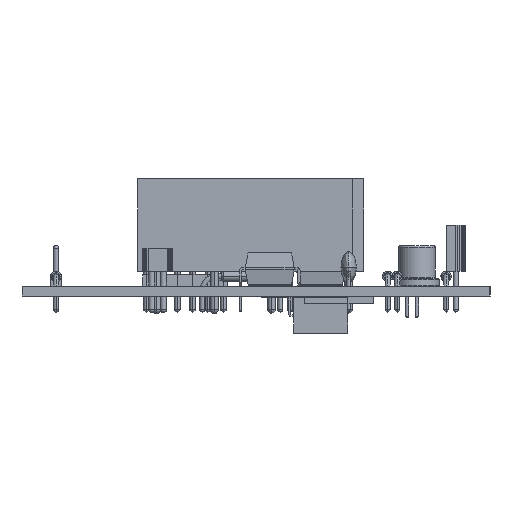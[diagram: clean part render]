
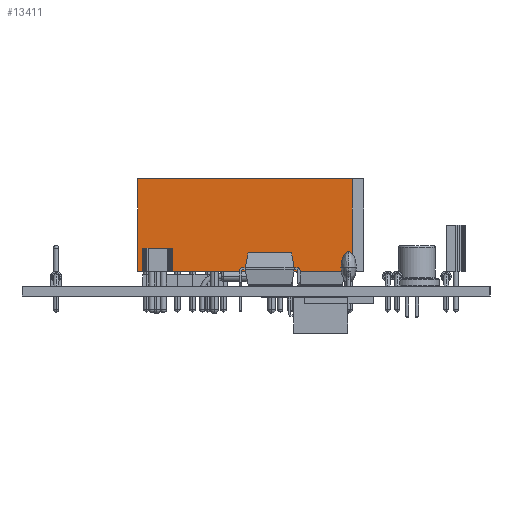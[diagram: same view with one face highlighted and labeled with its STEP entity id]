
A CAD part, left-side view. The second image highlights one B-rep face of the part: STEP entity #13411.
In plain terms, the highlighted face is planar.
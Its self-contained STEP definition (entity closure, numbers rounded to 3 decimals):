
#13411 = ADVANCED_FACE('',(#13412),#13446,.F.);
#13412 = FACE_BOUND('',#13413,.F.);
#13413 = EDGE_LOOP('',(#13414,#13424,#13432,#13440));
#13414 = ORIENTED_EDGE('',*,*,#13415,.T.);
#13415 = EDGE_CURVE('',#13416,#13418,#13420,.T.);
#13416 = VERTEX_POINT('',#13417);
#13417 = CARTESIAN_POINT('',(27.5,3.5,2.));
#13418 = VERTEX_POINT('',#13419);
#13419 = CARTESIAN_POINT('',(27.5,3.5,14.));
#13420 = LINE('',#13421,#13422);
#13421 = CARTESIAN_POINT('',(27.5,3.5,2.));
#13422 = VECTOR('',#13423,1.);
#13423 = DIRECTION('',(0.,0.,1.));
#13424 = ORIENTED_EDGE('',*,*,#13425,.T.);
#13425 = EDGE_CURVE('',#13418,#13426,#13428,.T.);
#13426 = VERTEX_POINT('',#13427);
#13427 = CARTESIAN_POINT('',(-0.5,3.5,14.));
#13428 = LINE('',#13429,#13430);
#13429 = CARTESIAN_POINT('',(27.5,3.5,14.));
#13430 = VECTOR('',#13431,1.);
#13431 = DIRECTION('',(-1.,0.,0.));
#13432 = ORIENTED_EDGE('',*,*,#13433,.F.);
#13433 = EDGE_CURVE('',#13434,#13426,#13436,.T.);
#13434 = VERTEX_POINT('',#13435);
#13435 = CARTESIAN_POINT('',(-0.5,3.5,2.));
#13436 = LINE('',#13437,#13438);
#13437 = CARTESIAN_POINT('',(-0.5,3.5,2.));
#13438 = VECTOR('',#13439,1.);
#13439 = DIRECTION('',(0.,0.,1.));
#13440 = ORIENTED_EDGE('',*,*,#13441,.F.);
#13441 = EDGE_CURVE('',#13416,#13434,#13442,.T.);
#13442 = LINE('',#13443,#13444);
#13443 = CARTESIAN_POINT('',(27.5,3.5,2.));
#13444 = VECTOR('',#13445,1.);
#13445 = DIRECTION('',(-1.,0.,0.));
#13446 = PLANE('',#13447);
#13447 = AXIS2_PLACEMENT_3D('',#13448,#13449,#13450);
#13448 = CARTESIAN_POINT('',(27.5,3.5,2.));
#13449 = DIRECTION('',(0.,-1.,0.));
#13450 = DIRECTION('',(-1.,0.,0.));
